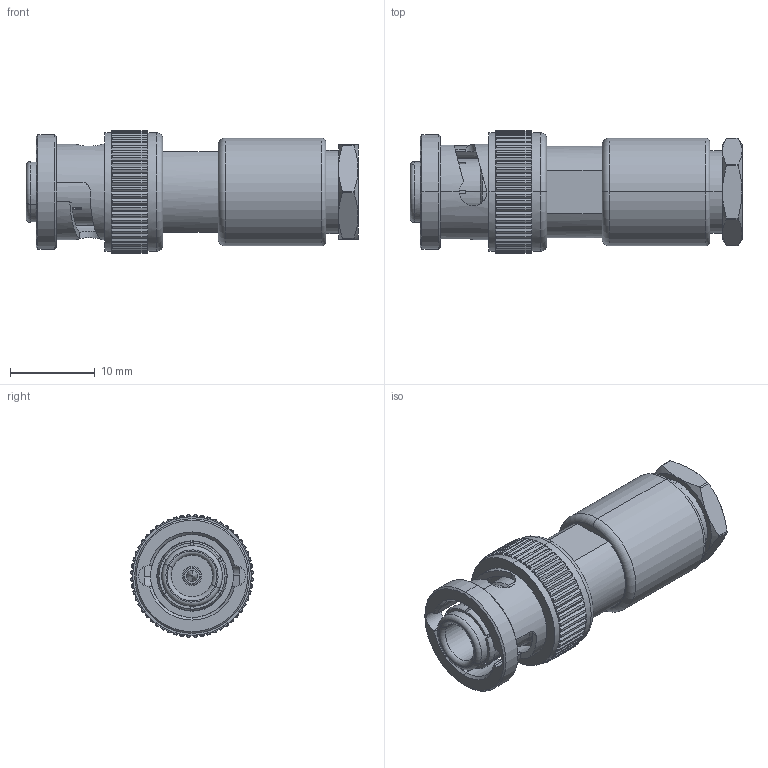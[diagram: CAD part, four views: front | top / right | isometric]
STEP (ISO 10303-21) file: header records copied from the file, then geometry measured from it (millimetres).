
FILE_DESCRIPTION (( 'STEP AP203' ), '1' );
FILE_NAME ('MHV-P-4-CLAMP_B.STEP', '2025-03-12T05:47:41', ( '' ), ( '' ), 'SwSTEP 2.0', 'SolidWorks 2022', '' );
FILE_SCHEMA (( 'CONFIG_CONTROL_DESIGN' ));
Length unit declared in the file: millimetre
Products named in the file (1): MHV-P-4-CLAMP_B
Bounding box: 39.2 x 14.44 x 14.44 mm (x, y, z)
Volume: 3965.6 mm3; surface area: 3055.8 mm2
Topology: 1 solids, 2 shells, 578 faces, 1407 edges, 845 vertices
Faces by surface type: plane 287, torus 138, cylinder 118, cone 29, bspline 6
Entity records: 19370 total; most frequent: CARTESIAN_POINT 6041, ORIENTED_EDGE 2814, DIRECTION 2778, EDGE_CURVE 1407, AXIS2_PLACEMENT_3D 1114, VERTEX_POINT 845, EDGE_LOOP 596, ADVANCED_FACE 578
